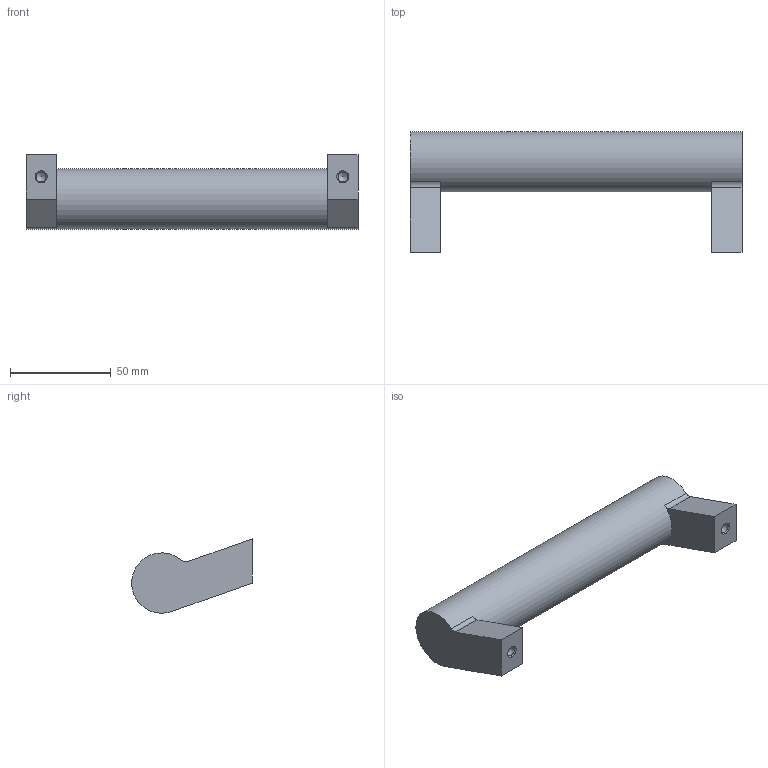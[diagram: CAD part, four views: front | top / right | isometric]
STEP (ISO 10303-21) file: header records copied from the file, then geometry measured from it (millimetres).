
FILE_DESCRIPTION( ( 'STEP AP214' ), '1' );
FILE_NAME( 'K0212.2150061.stp', '2020-11-26T12:04:07', ( '' ), ( '' ), ' ', 'PARTsolutions', ' ' );
FILE_SCHEMA( ( 'AUTOMOTIVE_DESIGN { 1 0 10303 214 1 1 1 1 }' ) );
Length unit declared in the file: millimetre
Products named in the file (1): _K0212.2150061
Bounding box: 165 x 59.97 x 37 mm (x, y, z)
Volume: 137030.3 mm3; surface area: 22230.6 mm2
Topology: 1 solids, 1 shells, 19 faces, 45 edges, 28 vertices
Faces by surface type: plane 10, cylinder 5, cone 4
Full cylindrical faces by diameter (mm): 4.917 x2, 30 x1
Entity records: 668 total; most frequent: DIRECTION 90, CARTESIAN_POINT 84, ORIENTED_EDGE 72, EDGE_CURVE 36, AXIS2_PLACEMENT_3D 34, VERTEX_POINT 28, EDGE_LOOP 26, FACE_OUTER_BOUND 22
